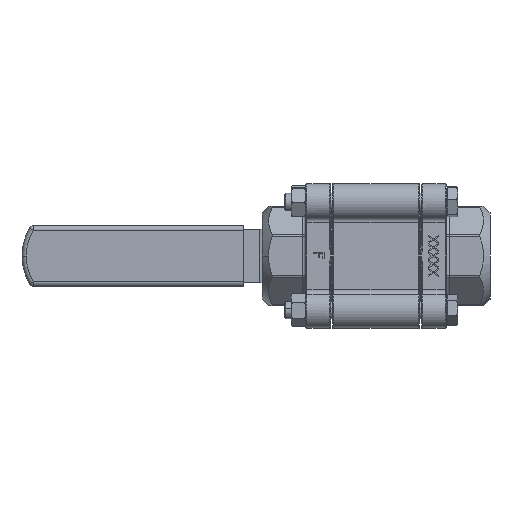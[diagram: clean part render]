
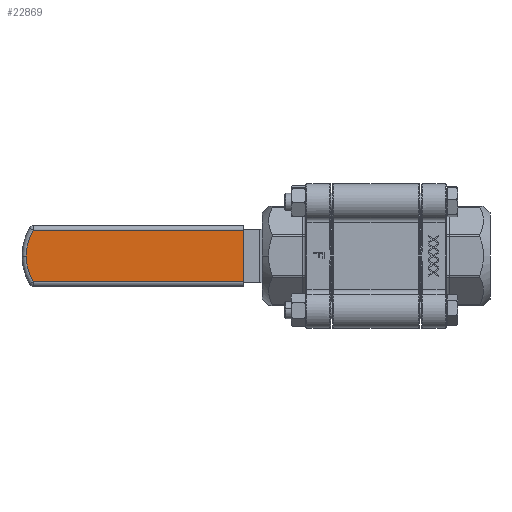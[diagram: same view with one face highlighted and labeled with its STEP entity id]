
A CAD part, front view. The second image highlights one B-rep face of the part: STEP entity #22869.
In plain terms, the highlighted planar face has unit normal (0, -1, 0).
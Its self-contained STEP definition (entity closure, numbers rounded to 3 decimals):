
#317 = CARTESIAN_POINT ( 'NONE',  ( -159.36, 89.008, 12. ) ) ;
#660 = DIRECTION ( 'NONE',  ( -1., 0., 0. ) ) ;
#854 = ORIENTED_EDGE ( 'NONE', *, *, #54484, .T. ) ;
#5664 = EDGE_CURVE ( 'NONE', #39284, #18941, #55652, .T. ) ;
#7180 = CARTESIAN_POINT ( 'NONE',  ( -61.5, 89.008, -12. ) ) ;
#11399 = DIRECTION ( 'NONE',  ( 0., 0., 1. ) ) ;
#11481 = LINE ( 'NONE', #16062, #26884 ) ;
#12065 = VERTEX_POINT ( 'NONE', #7180 ) ;
#16062 = CARTESIAN_POINT ( 'NONE',  ( -61.5, 89.008, -12. ) ) ;
#17863 = FACE_OUTER_BOUND ( 'NONE', #28905, .T. ) ;
#18213 = DIRECTION ( 'NONE',  ( -1., 0., 0. ) ) ;
#18941 = VERTEX_POINT ( 'NONE', #47947 ) ;
#19753 = CARTESIAN_POINT ( 'NONE',  ( -159.36, 89.008, -12. ) ) ;
#20333 = AXIS2_PLACEMENT_3D ( 'NONE', #48269, #43411, #31356 ) ;
#21067 = DIRECTION ( 'NONE',  ( -1., 0., 0. ) ) ;
#21462 = AXIS2_PLACEMENT_3D ( 'NONE', #49788, #36575, #18213 ) ;
#21772 = AXIS2_PLACEMENT_3D ( 'NONE', #30242, #35119, #660 ) ;
#22869 = ADVANCED_FACE ( 'NONE', ( #17863 ), #30784, .F. ) ;
#24459 = EDGE_CURVE ( 'NONE', #51137, #12065, #11481, .T. ) ;
#25505 = DIRECTION ( 'NONE',  ( 1., 0., 0. ) ) ;
#26834 = EDGE_CURVE ( 'NONE', #18941, #51137, #41622, .T. ) ;
#26884 = VECTOR ( 'NONE', #25505, 1000. ) ;
#28905 = EDGE_LOOP ( 'NONE', ( #854, #45993, #53062, #36719, #51931 ) ) ;
#29445 = CARTESIAN_POINT ( 'NONE',  ( -61.5, 89.008, -14. ) ) ;
#30242 = CARTESIAN_POINT ( 'NONE',  ( -138., 89.008, 0. ) ) ;
#30784 = PLANE ( 'NONE',  #20333 ) ;
#31356 = DIRECTION ( 'NONE',  ( -1., 0., 0. ) ) ;
#35119 = DIRECTION ( 'NONE',  ( 0., -1., 0. ) ) ;
#35385 = LINE ( 'NONE', #47740, #51475 ) ;
#36575 = DIRECTION ( 'NONE',  ( 0., -1., 0. ) ) ;
#36719 = ORIENTED_EDGE ( 'NONE', *, *, #26834, .T. ) ;
#39284 = VERTEX_POINT ( 'NONE', #317 ) ;
#41517 = LINE ( 'NONE', #29445, #47941 ) ;
#41622 = CIRCLE ( 'NONE', #21462, 24.5 ) ;
#43411 = DIRECTION ( 'NONE',  ( 0., 1., 0. ) ) ;
#44437 = VERTEX_POINT ( 'NONE', #50012 ) ;
#45993 = ORIENTED_EDGE ( 'NONE', *, *, #50761, .T. ) ;
#47740 = CARTESIAN_POINT ( 'NONE',  ( -160.5, 89.008, 12. ) ) ;
#47941 = VECTOR ( 'NONE', #11399, 1000. ) ;
#47947 = CARTESIAN_POINT ( 'NONE',  ( -162.5, 89.008, 0. ) ) ;
#48269 = CARTESIAN_POINT ( 'NONE',  ( -138., 89.008, 0. ) ) ;
#49788 = CARTESIAN_POINT ( 'NONE',  ( -138., 89.008, 0. ) ) ;
#50012 = CARTESIAN_POINT ( 'NONE',  ( -61.5, 89.008, 12. ) ) ;
#50761 = EDGE_CURVE ( 'NONE', #44437, #39284, #35385, .T. ) ;
#51137 = VERTEX_POINT ( 'NONE', #19753 ) ;
#51475 = VECTOR ( 'NONE', #21067, 1000. ) ;
#51931 = ORIENTED_EDGE ( 'NONE', *, *, #24459, .T. ) ;
#53062 = ORIENTED_EDGE ( 'NONE', *, *, #5664, .T. ) ;
#54484 = EDGE_CURVE ( 'NONE', #12065, #44437, #41517, .T. ) ;
#55652 = CIRCLE ( 'NONE', #21772, 24.5 ) ;
